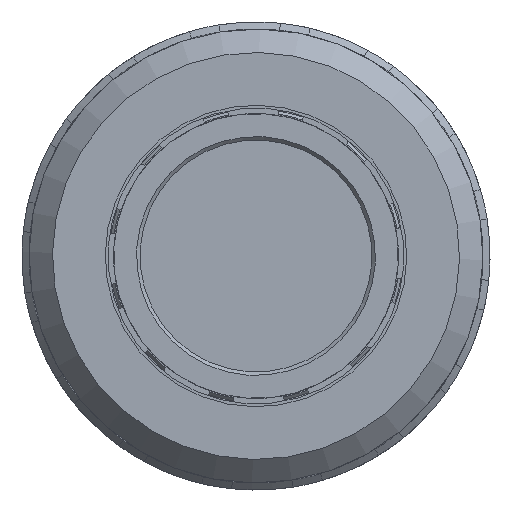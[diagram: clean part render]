
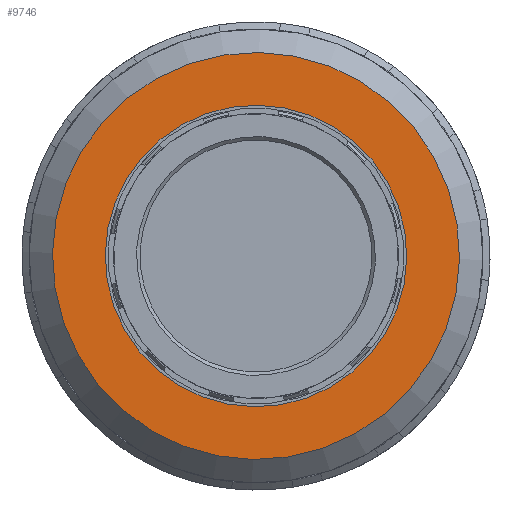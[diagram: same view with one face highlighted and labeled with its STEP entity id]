
A CAD part, front view. The second image highlights one B-rep face of the part: STEP entity #9746.
In plain terms, the highlighted planar face has unit normal (0, -1, 0).
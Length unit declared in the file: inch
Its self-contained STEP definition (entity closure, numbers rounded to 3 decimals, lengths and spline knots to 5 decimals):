
#9719=CARTESIAN_POINT('',(-1.62046,-0.59,0.61996));
#9720=DIRECTION('',(0.0,-1.0,0.0));
#9721=DIRECTION('',(0.357,0.0,0.934));
#9722=AXIS2_PLACEMENT_3D('',#9719,#9720,#9721);
#9723=PLANE('',#9722);
#9724=CARTESIAN_POINT('',(-0.61996,-0.59,-1.62046));
#9725=VERTEX_POINT('',#9724);
#9726=CARTESIAN_POINT('',(0.,-0.59,0.));
#9727=DIRECTION('',(0.,1.0,0.));
#9728=DIRECTION('',(0.357,0.,0.934));
#9729=AXIS2_PLACEMENT_3D('',#9726,#9727,#9728);
#9730=CIRCLE('',#9729,1.735);
#9731=EDGE_CURVE('',#9725,#9725,#9730,.T.);
#9732=ORIENTED_EDGE('',*,*,#9731,.F.);
#9733=EDGE_LOOP('',(#9732));
#9734=FACE_OUTER_BOUND('',#9733,.T.);
#9735=CARTESIAN_POINT('',(-0.45916,-0.59,-1.20016));
#9736=VERTEX_POINT('',#9735);
#9737=CARTESIAN_POINT('',(0.,-0.59,0.));
#9738=DIRECTION('',(0.,1.0,0.));
#9739=DIRECTION('',(0.357,0.,0.934));
#9740=AXIS2_PLACEMENT_3D('',#9737,#9738,#9739);
#9741=CIRCLE('',#9740,1.285);
#9742=EDGE_CURVE('',#9736,#9736,#9741,.T.);
#9743=ORIENTED_EDGE('',*,*,#9742,.T.);
#9744=EDGE_LOOP('',(#9743));
#9745=FACE_BOUND('',#9744,.T.);
#9746=ADVANCED_FACE('',(#9734,#9745),#9723,.T.);
